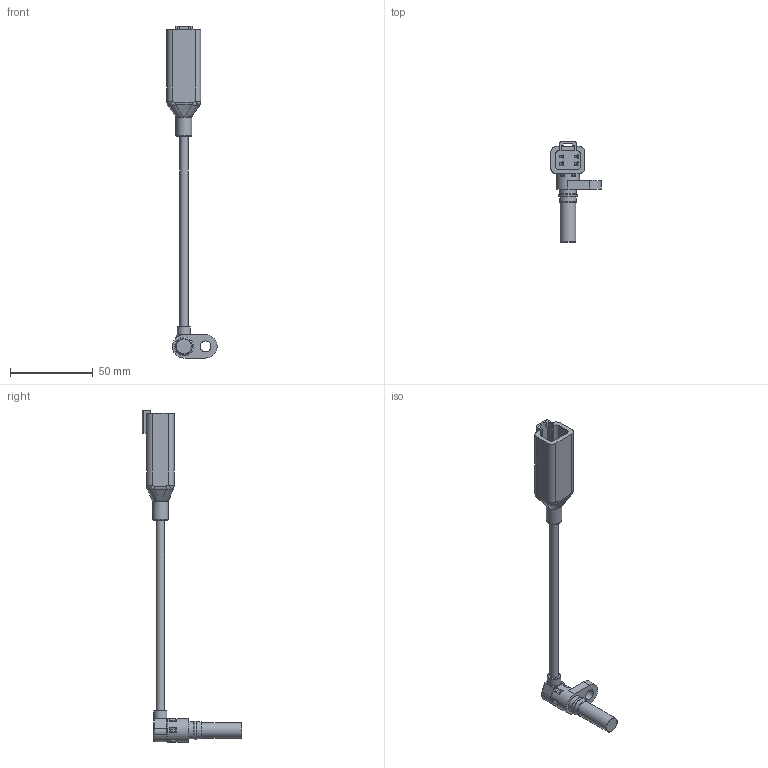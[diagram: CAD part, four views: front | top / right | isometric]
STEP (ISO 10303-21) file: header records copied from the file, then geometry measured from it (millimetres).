
FILE_DESCRIPTION(/* description */ (''),/* implementation_level */ '2;1');
FILE_NAME(/* name */ 'H1032-DTM04- 3D 模型.stp',/* time_stamp */ '2025-12-26T15:45:07+08:00',/* author */ (''),/* organization */ (''),/* preprocessor_version */ 'ST-DEVELOPER v16.7',/* originating_system */ 'SIEMENS PLM Software NX 12.0',/* authorisation */ '');
FILE_SCHEMA (('AP203_CONFIGURATION_CONTROLLED_3D_DESIGN_OF_MECHANICAL_PARTS_AND_ASSEMBLIES_MIM_LF { 1 0 10303 403 2 1 2}'));
Length unit declared in the file: millimetre
Products named in the file (1): Dell7B48AAB3r9ga
Bounding box: 30.33 x 60.2 x 200.5 mm (x, y, z)
Volume: 22735.5 mm3; surface area: 10410.9 mm2
Topology: 1 solids, 2 shells, 253 faces, 650 edges, 402 vertices
Faces by surface type: plane 121, cylinder 51, bspline 45, torus 28, sphere 8
Full cylindrical faces by diameter (mm): 1.5 x4, 4.7 x1, 5 x1, 6.6 x1, 8 x1, 8.8 x2, 9.4 x1, 9.5 x1, 10.25 x2, 14 x1
Entity records: 9385 total; most frequent: CARTESIAN_POINT 3815, ORIENTED_EDGE 1198, DIRECTION 989, EDGE_CURVE 599, VERTEX_POINT 393, AXIS2_PLACEMENT_3D 353, EDGE_LOOP 300, LINE 283
